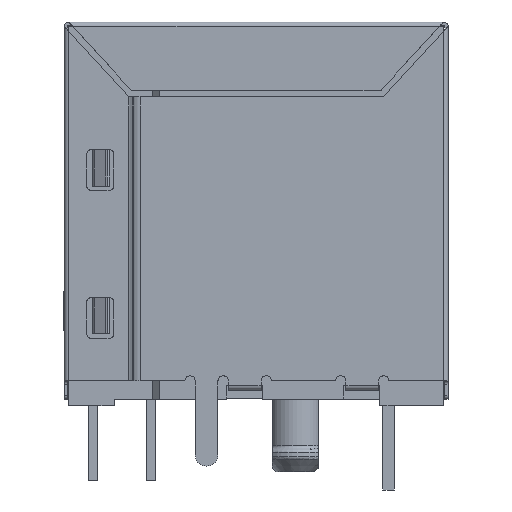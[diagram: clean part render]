
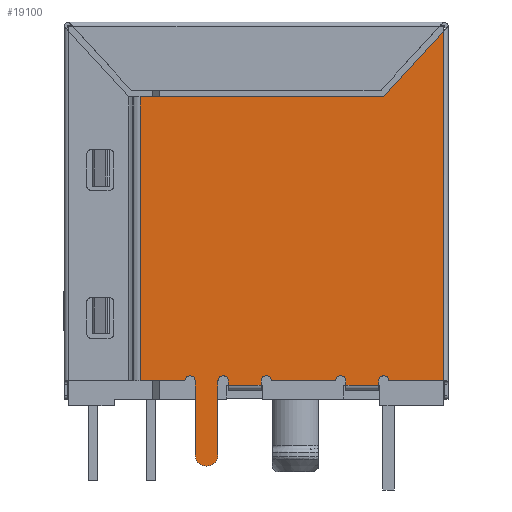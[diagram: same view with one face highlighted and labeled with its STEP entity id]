
A CAD part, front view. The second image highlights one B-rep face of the part: STEP entity #19100.
In plain terms, the highlighted planar face has unit normal (0, -1, 0).
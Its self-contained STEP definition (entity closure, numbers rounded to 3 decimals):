
#4882=DIRECTION('',(-1.,0.,0.));
#4883=VECTOR('',#4882,1.965);
#4884=CARTESIAN_POINT('',(-3.137,-8.1,0.8));
#4885=LINE('',#4884,#4883);
#4886=DIRECTION('',(1.,0.,0.));
#4887=VECTOR('',#4886,10.711);
#4888=CARTESIAN_POINT('',(-5.102,-8.1,13.3));
#4889=LINE('',#4888,#4887);
#4890=DIRECTION('',(-0.676,0.,-0.737));
#4891=VECTOR('',#4890,3.909);
#4892=CARTESIAN_POINT('',(8.25,-8.1,16.182));
#4893=LINE('',#4892,#4891);
#4894=DIRECTION('',(1.,0.,0.));
#4895=VECTOR('',#4894,2.399);
#4896=CARTESIAN_POINT('',(5.851,-8.1,0.8));
#4897=LINE('',#4896,#4895);
#4898=CARTESIAN_POINT('',(5.623,-8.1,0.8));
#4899=DIRECTION('',(0.,-1.,0.));
#4900=DIRECTION('',(1.,0.,0.));
#4901=AXIS2_PLACEMENT_3D('',#4898,#4899,#4900);
#4903=DIRECTION('',(0.,0.,-1.));
#4904=VECTOR('',#4903,0.2);
#4905=CARTESIAN_POINT('',(5.394,-8.1,0.8));
#4906=LINE('',#4905,#4904);
#4907=DIRECTION('',(-1.,0.,0.));
#4908=VECTOR('',#4907,1.44);
#4909=CARTESIAN_POINT('',(5.394,-8.1,0.6));
#4910=LINE('',#4909,#4908);
#4911=CARTESIAN_POINT('',(3.726,-8.1,0.8));
#4912=DIRECTION('',(0.,-1.,0.));
#4913=DIRECTION('',(1.,0.,0.));
#4914=AXIS2_PLACEMENT_3D('',#4911,#4912,#4913);
#4916=DIRECTION('',(1.,0.,0.));
#4917=VECTOR('',#4916,2.823);
#4918=CARTESIAN_POINT('',(0.674,-8.1,0.8));
#4919=LINE('',#4918,#4917);
#4920=CARTESIAN_POINT('',(0.446,-8.1,0.8));
#4921=DIRECTION('',(0.,-1.,0.));
#4922=DIRECTION('',(1.,0.,0.));
#4923=AXIS2_PLACEMENT_3D('',#4920,#4921,#4922);
#4925=DIRECTION('',(0.,0.,-1.));
#4926=VECTOR('',#4925,0.2);
#4927=CARTESIAN_POINT('',(0.217,-8.1,0.8));
#4928=LINE('',#4927,#4926);
#4929=DIRECTION('',(-1.,0.,0.));
#4930=VECTOR('',#4929,1.44);
#4931=CARTESIAN_POINT('',(0.217,-8.1,0.6));
#4932=LINE('',#4931,#4930);
#4933=CARTESIAN_POINT('',(-1.452,-8.1,0.8));
#4934=DIRECTION('',(0.,-1.,0.));
#4935=DIRECTION('',(1.,0.,0.));
#4936=AXIS2_PLACEMENT_3D('',#4933,#4934,#4935);
#4938=DIRECTION('',(0.,0.,-1.));
#4939=VECTOR('',#4938,3.25);
#4940=CARTESIAN_POINT('',(-1.68,-8.1,0.8));
#4941=LINE('',#4940,#4939);
#4942=CARTESIAN_POINT('',(-2.18,-8.1,-2.45));
#4943=DIRECTION('',(0.,-1.,0.));
#4944=DIRECTION('',(-1.,0.,0.));
#4945=AXIS2_PLACEMENT_3D('',#4942,#4943,#4944);
#4947=CARTESIAN_POINT('',(-2.909,-8.1,0.8));
#4948=DIRECTION('',(0.,-1.,0.));
#4949=DIRECTION('',(1.,0.,0.));
#4950=AXIS2_PLACEMENT_3D('',#4947,#4948,#4949);
#5478=DIRECTION('',(0.,0.,-1.));
#5479=VECTOR('',#5478,0.2);
#5480=CARTESIAN_POINT('',(3.954,-8.1,0.8));
#5481=LINE('',#5480,#5479);
#5603=DIRECTION('',(0.,0.,-1.));
#5604=VECTOR('',#5603,0.2);
#5605=CARTESIAN_POINT('',(-1.223,-8.1,0.8));
#5606=LINE('',#5605,#5604);
#5636=DIRECTION('',(0.,0.,-1.));
#5637=VECTOR('',#5636,3.25);
#5638=CARTESIAN_POINT('',(-2.68,-8.1,0.8));
#5639=LINE('',#5638,#5637);
#5691=DIRECTION('',(0.,0.,-1.));
#5692=VECTOR('',#5691,15.382);
#5693=CARTESIAN_POINT('',(8.25,-8.1,16.182));
#5694=LINE('',#5693,#5692);
#5739=DIRECTION('',(0.,0.,1.));
#5740=VECTOR('',#5739,12.5);
#5741=CARTESIAN_POINT('',(-5.102,-8.1,0.8));
#5742=LINE('',#5741,#5740);
#9661=CARTESIAN_POINT('',(8.25,-8.1,0.8));
#9662=VERTEX_POINT('',#9661);
#9707=CARTESIAN_POINT('',(-2.68,-8.1,-2.45));
#9708=VERTEX_POINT('',#9707);
#9709=CARTESIAN_POINT('',(-1.68,-8.1,-2.45));
#9710=VERTEX_POINT('',#9709);
#9736=CARTESIAN_POINT('',(3.954,-8.1,0.6));
#9738=VERTEX_POINT('',#9736);
#9739=CARTESIAN_POINT('',(5.394,-8.1,0.6));
#9740=VERTEX_POINT('',#9739);
#9744=CARTESIAN_POINT('',(-1.223,-8.1,0.6));
#9746=VERTEX_POINT('',#9744);
#9747=CARTESIAN_POINT('',(0.217,-8.1,0.6));
#9748=VERTEX_POINT('',#9747);
#9783=CARTESIAN_POINT('',(5.851,-8.1,0.8));
#9784=CARTESIAN_POINT('',(5.394,-8.1,0.8));
#9785=VERTEX_POINT('',#9783);
#9786=VERTEX_POINT('',#9784);
#9787=CARTESIAN_POINT('',(3.954,-8.1,0.8));
#9788=CARTESIAN_POINT('',(3.497,-8.1,0.8));
#9789=VERTEX_POINT('',#9787);
#9790=VERTEX_POINT('',#9788);
#9791=CARTESIAN_POINT('',(0.674,-8.1,0.8));
#9792=CARTESIAN_POINT('',(0.217,-8.1,0.8));
#9793=VERTEX_POINT('',#9791);
#9794=VERTEX_POINT('',#9792);
#9795=CARTESIAN_POINT('',(-1.223,-8.1,0.8));
#9796=CARTESIAN_POINT('',(-1.68,-8.1,0.8));
#9797=VERTEX_POINT('',#9795);
#9798=VERTEX_POINT('',#9796);
#9799=CARTESIAN_POINT('',(-2.68,-8.1,0.8));
#9800=CARTESIAN_POINT('',(-3.137,-8.1,0.8));
#9801=VERTEX_POINT('',#9799);
#9802=VERTEX_POINT('',#9800);
#9963=CARTESIAN_POINT('',(8.25,-8.1,16.182));
#9964=CARTESIAN_POINT('',(5.608,-8.1,13.3));
#9965=VERTEX_POINT('',#9963);
#9966=VERTEX_POINT('',#9964);
#10013=CARTESIAN_POINT('',(-5.102,-8.1,0.8));
#10015=VERTEX_POINT('',#10013);
#10033=CARTESIAN_POINT('',(-5.102,-8.1,13.3));
#10035=VERTEX_POINT('',#10033);
#19051=CARTESIAN_POINT('',(-8.25,-8.1,16.6));
#19052=DIRECTION('',(0.,-1.,0.));
#19053=DIRECTION('',(1.,0.,0.));
#19054=AXIS2_PLACEMENT_3D('',#19051,#19052,#19053);
#19055=PLANE('',#19054);
#19057=ORIENTED_EDGE('',*,*,#19056,.T.);
#19059=ORIENTED_EDGE('',*,*,#19058,.T.);
#19061=ORIENTED_EDGE('',*,*,#19060,.T.);
#19063=ORIENTED_EDGE('',*,*,#19062,.F.);
#19065=ORIENTED_EDGE('',*,*,#19064,.T.);
#19067=ORIENTED_EDGE('',*,*,#19066,.F.);
#19069=ORIENTED_EDGE('',*,*,#19068,.T.);
#19071=ORIENTED_EDGE('',*,*,#19070,.T.);
#19073=ORIENTED_EDGE('',*,*,#19072,.T.);
#19075=ORIENTED_EDGE('',*,*,#19074,.F.);
#19077=ORIENTED_EDGE('',*,*,#19076,.T.);
#19079=ORIENTED_EDGE('',*,*,#19078,.F.);
#19081=ORIENTED_EDGE('',*,*,#19080,.T.);
#19083=ORIENTED_EDGE('',*,*,#19082,.T.);
#19085=ORIENTED_EDGE('',*,*,#19084,.T.);
#19087=ORIENTED_EDGE('',*,*,#19086,.F.);
#19089=ORIENTED_EDGE('',*,*,#19088,.T.);
#19091=ORIENTED_EDGE('',*,*,#19090,.T.);
#19093=ORIENTED_EDGE('',*,*,#19092,.F.);
#19095=ORIENTED_EDGE('',*,*,#19094,.F.);
#19097=ORIENTED_EDGE('',*,*,#19096,.T.);
#19098=EDGE_LOOP('',(#19057,#19059,#19061,#19063,#19065,#19067,#19069,#19071,
#19073,#19075,#19077,#19079,#19081,#19083,#19085,#19087,#19089,#19091,#19093,
#19095,#19097));
#19099=FACE_OUTER_BOUND('',#19098,.F.);
#4902=CIRCLE('',#4901,0.229);
#4915=CIRCLE('',#4914,0.229);
#4924=CIRCLE('',#4923,0.229);
#4937=CIRCLE('',#4936,0.229);
#4946=CIRCLE('',#4945,0.5);
#4951=CIRCLE('',#4950,0.229);
#19056=EDGE_CURVE('',#9802,#10015,#4885,.T.);
#19058=EDGE_CURVE('',#10015,#10035,#5742,.T.);
#19060=EDGE_CURVE('',#10035,#9966,#4889,.T.);
#19062=EDGE_CURVE('',#9965,#9966,#4893,.T.);
#19064=EDGE_CURVE('',#9965,#9662,#5694,.T.);
#19066=EDGE_CURVE('',#9785,#9662,#4897,.T.);
#19068=EDGE_CURVE('',#9785,#9786,#4902,.T.);
#19070=EDGE_CURVE('',#9786,#9740,#4906,.T.);
#19072=EDGE_CURVE('',#9740,#9738,#4910,.T.);
#19074=EDGE_CURVE('',#9789,#9738,#5481,.T.);
#19076=EDGE_CURVE('',#9789,#9790,#4915,.T.);
#19078=EDGE_CURVE('',#9793,#9790,#4919,.T.);
#19080=EDGE_CURVE('',#9793,#9794,#4924,.T.);
#19082=EDGE_CURVE('',#9794,#9748,#4928,.T.);
#19084=EDGE_CURVE('',#9748,#9746,#4932,.T.);
#19086=EDGE_CURVE('',#9797,#9746,#5606,.T.);
#19088=EDGE_CURVE('',#9797,#9798,#4937,.T.);
#19090=EDGE_CURVE('',#9798,#9710,#4941,.T.);
#19092=EDGE_CURVE('',#9708,#9710,#4946,.T.);
#19094=EDGE_CURVE('',#9801,#9708,#5639,.T.);
#19096=EDGE_CURVE('',#9801,#9802,#4951,.T.);
#19100=ADVANCED_FACE('',(#19099),#19055,.T.);
